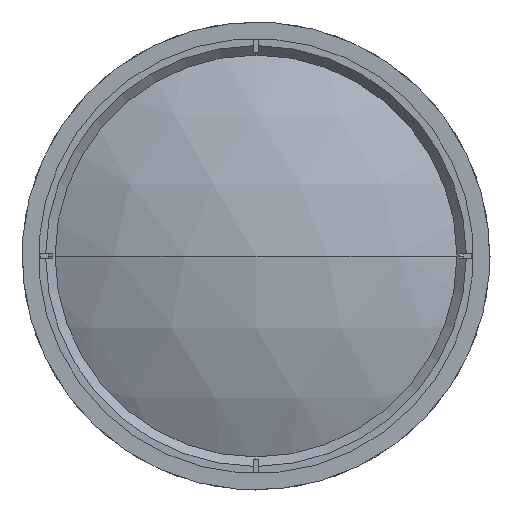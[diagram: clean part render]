
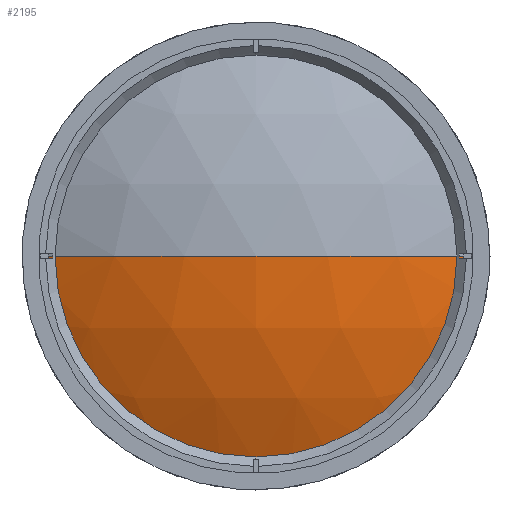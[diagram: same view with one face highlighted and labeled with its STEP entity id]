
A CAD part, left-side view. The second image highlights one B-rep face of the part: STEP entity #2195.
In plain terms, the highlighted spherical face has radius 96.378 mm.
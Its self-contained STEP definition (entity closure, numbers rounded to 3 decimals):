
#37 = AXIS2_PLACEMENT_3D ( 'NONE', #2004, #655, #2241 ) ;
#72 = DIRECTION ( 'NONE',  ( 0., 1., 0. ) ) ;
#152 = CIRCLE ( 'NONE', #37, 96.378 ) ;
#262 = CARTESIAN_POINT ( 'NONE',  ( -33.659, -44., 0. ) ) ;
#301 = CARTESIAN_POINT ( 'NONE',  ( -33.659, 0., 0. ) ) ;
#302 = CARTESIAN_POINT ( 'NONE',  ( -33.659, 44., 0. ) ) ;
#595 = AXIS2_PLACEMENT_3D ( 'NONE', #301, #1424, #1412 ) ;
#655 = DIRECTION ( 'NONE',  ( 0., 0., -1. ) ) ;
#660 = CARTESIAN_POINT ( 'NONE',  ( -44.289, 0., 0. ) ) ;
#699 = EDGE_LOOP ( 'NONE', ( #2656, #2200, #2932 ) ) ;
#832 = EDGE_CURVE ( 'NONE', #2229, #2916, #942, .T. ) ;
#942 = CIRCLE ( 'NONE', #595, 44. ) ;
#1185 = DIRECTION ( 'NONE',  ( 0., 0., -1. ) ) ;
#1198 = EDGE_CURVE ( 'NONE', #2229, #1508, #2103, .T. ) ;
#1208 = CARTESIAN_POINT ( 'NONE',  ( 52.089, 0., 0. ) ) ;
#1412 = DIRECTION ( 'NONE',  ( 0., 0., 1. ) ) ;
#1424 = DIRECTION ( 'NONE',  ( -1., 0., 0. ) ) ;
#1430 = DIRECTION ( 'NONE',  ( 1., 0., 0. ) ) ;
#1508 = VERTEX_POINT ( 'NONE', #660 ) ;
#1890 = AXIS2_PLACEMENT_3D ( 'NONE', #1208, #2797, #1430 ) ;
#1968 = FACE_OUTER_BOUND ( 'NONE', #699, .T. ) ;
#2004 = CARTESIAN_POINT ( 'NONE',  ( 52.089, 0., 0. ) ) ;
#2026 = EDGE_CURVE ( 'NONE', #2916, #1508, #152, .T. ) ;
#2103 = CIRCLE ( 'NONE', #1890, 96.378 ) ;
#2195 = ADVANCED_FACE ( 'NONE', ( #1968 ), #2594, .T. ) ;
#2200 = ORIENTED_EDGE ( 'NONE', *, *, #2026, .T. ) ;
#2229 = VERTEX_POINT ( 'NONE', #302 ) ;
#2241 = DIRECTION ( 'NONE',  ( 0., 1., 0. ) ) ;
#2594 = SPHERICAL_SURFACE ( 'NONE', #2811, 96.378 ) ;
#2656 = ORIENTED_EDGE ( 'NONE', *, *, #832, .T. ) ;
#2776 = CARTESIAN_POINT ( 'NONE',  ( 52.089, 0., 0. ) ) ;
#2797 = DIRECTION ( 'NONE',  ( 0., 0., 1. ) ) ;
#2811 = AXIS2_PLACEMENT_3D ( 'NONE', #2776, #1185, #72 ) ;
#2916 = VERTEX_POINT ( 'NONE', #262 ) ;
#2932 = ORIENTED_EDGE ( 'NONE', *, *, #1198, .F. ) ;
